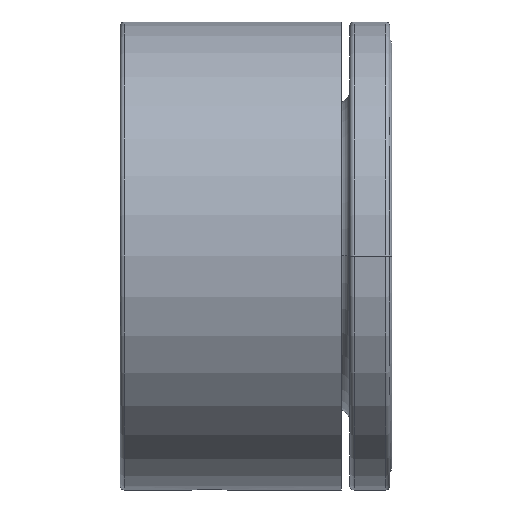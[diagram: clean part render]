
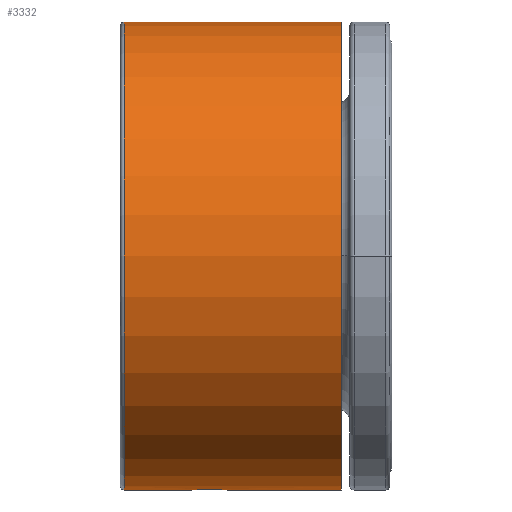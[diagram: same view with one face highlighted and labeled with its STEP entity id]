
A CAD part, left-side view. The second image highlights one B-rep face of the part: STEP entity #3332.
In plain terms, the highlighted cylindrical face has radius 27.5 mm (diameter 55 mm), a partial arc.
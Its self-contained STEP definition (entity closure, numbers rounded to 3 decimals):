
#2561=CARTESIAN_POINT('',(27.5,13.4,0.));
#2578=CARTESIAN_POINT('',(27.5,17.6,0.));
#2623=CARTESIAN_POINT('',(0.,25.5,0.));
#2624=DIRECTION('',(0.,1.,0.));
#2625=DIRECTION('',(1.,0.,0.));
#2626=AXIS2_PLACEMENT_3D('',#2623,#2624,#2625);
#2631=DIRECTION('',(0.,1.,0.));
#2632=VECTOR('',#2631,25.5);
#2633=CARTESIAN_POINT('',(-27.5,0.,0.));
#2634=LINE('',#2633,#2632);
#2638=CARTESIAN_POINT('',(0.,0.,0.));
#2639=DIRECTION('',(0.,1.,0.));
#2640=DIRECTION('',(1.,0.,0.));
#2641=AXIS2_PLACEMENT_3D('',#2638,#2639,#2640);
#2646=DIRECTION('',(0.,1.,0.));
#2647=VECTOR('',#2646,13.4);
#2648=CARTESIAN_POINT('',(27.5,0.,0.));
#2649=LINE('',#2648,#2647);
#2653=CARTESIAN_POINT('',(27.5,17.6,0.));
#2654=CARTESIAN_POINT('',(27.5,17.6,-0.145));
#2655=CARTESIAN_POINT('',(27.498,17.571,
-0.429));
#2656=CARTESIAN_POINT('',(27.488,17.44,
-0.843));
#2657=CARTESIAN_POINT('',(27.474,17.226,-1.221));
#2658=CARTESIAN_POINT('',(27.457,16.943,-1.546));
#2659=CARTESIAN_POINT('',(27.441,16.595,-1.809));
#2660=CARTESIAN_POINT('',(27.428,16.202,-1.995));
#2661=CARTESIAN_POINT('',(27.42,15.768,-2.099));
#2662=CARTESIAN_POINT('',(27.419,15.324,-2.109));
#2663=CARTESIAN_POINT('',(27.426,14.879,-2.023));
#2664=CARTESIAN_POINT('',(27.438,14.469,-1.848));
#2665=CARTESIAN_POINT('',(27.455,14.101,-1.587));
#2666=CARTESIAN_POINT('',(27.472,13.799,-1.258));
#2667=CARTESIAN_POINT('',(27.487,13.571,
-0.871));
#2668=CARTESIAN_POINT('',(27.498,13.431,
-0.443));
#2669=CARTESIAN_POINT('',(27.5,13.4,-0.15));
#2670=CARTESIAN_POINT('',(27.5,13.4,0.));
#2675=DIRECTION('',(0.,1.,0.));
#2676=VECTOR('',#2675,7.9);
#2677=CARTESIAN_POINT('',(27.5,17.6,0.));
#2678=LINE('',#2677,#2676);
#3164=CARTESIAN_POINT('',(27.5,0.,0.));
#3165=CARTESIAN_POINT('',(-27.5,0.,0.));
#3166=VERTEX_POINT('',#3164);
#3167=VERTEX_POINT('',#3165);
#3176=VERTEX_POINT('',#2561);
#3177=VERTEX_POINT('',#2578);
#3238=CARTESIAN_POINT('',(-27.5,25.5,0.));
#3239=CARTESIAN_POINT('',(27.5,25.5,0.));
#3240=VERTEX_POINT('',#3238);
#3241=VERTEX_POINT('',#3239);
#3318=CARTESIAN_POINT('',(0.,27.3,0.));
#3319=DIRECTION('',(0.,-1.,0.));
#3320=DIRECTION('',(-1.,0.,0.));
#3321=AXIS2_PLACEMENT_3D('',#3318,#3319,#3320);
#3322=CYLINDRICAL_SURFACE('',#3321,27.5);
#3323=ORIENTED_EDGE('',*,*,#3312,.T.);
#3324=ORIENTED_EDGE('',*,*,#3274,.F.);
#3325=ORIENTED_EDGE('',*,*,#3249,.F.);
#3326=ORIENTED_EDGE('',*,*,#3271,.T.);
#3328=ORIENTED_EDGE('',*,*,#3327,.F.);
#3329=ORIENTED_EDGE('',*,*,#3267,.T.);
#3330=EDGE_LOOP('',(#3323,#3324,#3325,#3326,#3328,#3329));
#3331=FACE_OUTER_BOUND('',#3330,.F.);
#3332=ADVANCED_FACE('',(#3331),#3322,.T.);
#2627=CIRCLE('',#2626,27.5);
#2642=CIRCLE('',#2641,27.5);
#2671=B_SPLINE_CURVE_WITH_KNOTS('',3,(#2653,#2654,#2655,#2656,#2657,#2658,#2659,
#2660,#2661,#2662,#2663,#2664,#2665,#2666,#2667,#2668,#2669,#2670),
.UNSPECIFIED.,.F.,.F.,(4,1,1,1,1,1,1,1,1,1,1,1,1,1,1,4),(0.,0.067,
0.133,0.2,0.267,0.333,0.4,
0.467,0.533,0.6,0.667,0.733,
0.8,0.867,0.933,1.),.UNSPECIFIED.);
#3249=EDGE_CURVE('',#3166,#3167,#2642,.T.);
#3267=EDGE_CURVE('',#3177,#3241,#2678,.T.);
#3271=EDGE_CURVE('',#3166,#3176,#2649,.T.);
#3274=EDGE_CURVE('',#3167,#3240,#2634,.T.);
#3312=EDGE_CURVE('',#3241,#3240,#2627,.T.);
#3327=EDGE_CURVE('',#3177,#3176,#2671,.T.);
